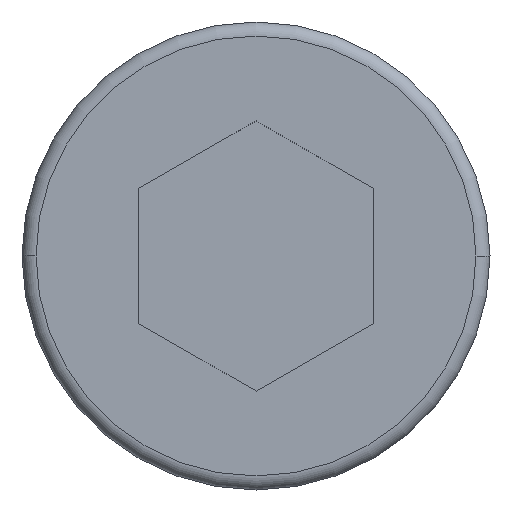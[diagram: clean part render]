
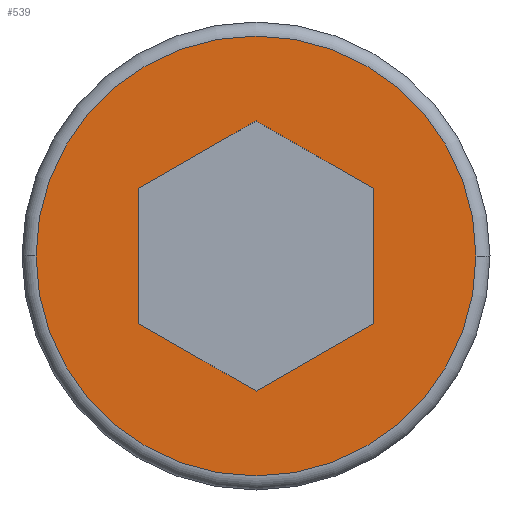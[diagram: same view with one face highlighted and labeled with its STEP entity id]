
A CAD part, left-side view. The second image highlights one B-rep face of the part: STEP entity #539.
In plain terms, the highlighted planar face has unit normal (-1, 0, 0).
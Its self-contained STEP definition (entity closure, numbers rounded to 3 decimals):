
#5 = ORIENTED_EDGE ( 'NONE', *, *, #219, .F. ) ;
#6 = LINE ( 'NONE', #373, #129 ) ;
#41 = DIRECTION ( 'NONE',  ( -1., 0., 0. ) ) ;
#52 = CARTESIAN_POINT ( 'NONE',  ( 0., -2.5, -1.443 ) ) ;
#59 = EDGE_CURVE ( 'NONE', #250, #125, #6, .T. ) ;
#60 = FACE_BOUND ( 'NONE', #77, .T. ) ;
#76 = VECTOR ( 'NONE', #354, 1000. ) ;
#77 = EDGE_LOOP ( 'NONE', ( #114, #462, #5, #120, #514, #79 ) ) ;
#79 = ORIENTED_EDGE ( 'NONE', *, *, #461, .F. ) ;
#82 = VERTEX_POINT ( 'NONE', #85 ) ;
#85 = CARTESIAN_POINT ( 'NONE',  ( 0., 4.7, 0. ) ) ;
#98 = VECTOR ( 'NONE', #126, 1000. ) ;
#114 = ORIENTED_EDGE ( 'NONE', *, *, #488, .F. ) ;
#120 = ORIENTED_EDGE ( 'NONE', *, *, #411, .F. ) ;
#121 = CARTESIAN_POINT ( 'NONE',  ( 0., 2.5, 1.443 ) ) ;
#125 = VERTEX_POINT ( 'NONE', #275 ) ;
#126 = DIRECTION ( 'NONE',  ( 0., 0.866, 0.5 ) ) ;
#129 = VECTOR ( 'NONE', #469, 1000. ) ;
#138 = EDGE_CURVE ( 'NONE', #82, #222, #149, .T. ) ;
#149 = CIRCLE ( 'NONE', #498, 4.7 ) ;
#161 = VERTEX_POINT ( 'NONE', #233 ) ;
#165 = AXIS2_PLACEMENT_3D ( 'NONE', #540, #210, #442 ) ;
#172 = VERTEX_POINT ( 'NONE', #597 ) ;
#185 = CARTESIAN_POINT ( 'NONE',  ( 0., -2.5, 1.443 ) ) ;
#188 = CARTESIAN_POINT ( 'NONE',  ( 0., 2.5, -1.443 ) ) ;
#205 = EDGE_CURVE ( 'NONE', #222, #82, #363, .T. ) ;
#209 = CARTESIAN_POINT ( 'NONE',  ( 0., -2.5, -1.443 ) ) ;
#210 = DIRECTION ( 'NONE',  ( -1., 0., 0. ) ) ;
#213 = LINE ( 'NONE', #121, #76 ) ;
#219 = EDGE_CURVE ( 'NONE', #161, #250, #554, .T. ) ;
#222 = VERTEX_POINT ( 'NONE', #510 ) ;
#233 = CARTESIAN_POINT ( 'NONE',  ( 0., -2.5, 1.443 ) ) ;
#234 = VECTOR ( 'NONE', #485, 1000. ) ;
#250 = VERTEX_POINT ( 'NONE', #606 ) ;
#275 = CARTESIAN_POINT ( 'NONE',  ( 0., 2.5, 1.443 ) ) ;
#293 = AXIS2_PLACEMENT_3D ( 'NONE', #372, #608, #319 ) ;
#309 = ORIENTED_EDGE ( 'NONE', *, *, #138, .T. ) ;
#314 = VECTOR ( 'NONE', #378, 1000. ) ;
#319 = DIRECTION ( 'NONE',  ( 0., -1., 0. ) ) ;
#323 = DIRECTION ( 'NONE',  ( 0., -1., 0. ) ) ;
#334 = CARTESIAN_POINT ( 'NONE',  ( 0., 0., -2.887 ) ) ;
#337 = CARTESIAN_POINT ( 'NONE',  ( 0., 2.5, -1.443 ) ) ;
#354 = DIRECTION ( 'NONE',  ( 0., 0., -1. ) ) ;
#363 = CIRCLE ( 'NONE', #293, 4.7 ) ;
#366 = EDGE_LOOP ( 'NONE', ( #398, #309 ) ) ;
#369 = EDGE_CURVE ( 'NONE', #172, #604, #574, .T. ) ;
#372 = CARTESIAN_POINT ( 'NONE',  ( 0., 0., 0. ) ) ;
#373 = CARTESIAN_POINT ( 'NONE',  ( 0., 0., 2.887 ) ) ;
#378 = DIRECTION ( 'NONE',  ( 0., 0., 1. ) ) ;
#392 = VERTEX_POINT ( 'NONE', #188 ) ;
#397 = FACE_OUTER_BOUND ( 'NONE', #366, .T. ) ;
#398 = ORIENTED_EDGE ( 'NONE', *, *, #205, .T. ) ;
#411 = EDGE_CURVE ( 'NONE', #604, #161, #476, .T. ) ;
#434 = LINE ( 'NONE', #337, #583 ) ;
#442 = DIRECTION ( 'NONE',  ( 0., -1., 0. ) ) ;
#461 = EDGE_CURVE ( 'NONE', #392, #172, #434, .T. ) ;
#462 = ORIENTED_EDGE ( 'NONE', *, *, #59, .F. ) ;
#469 = DIRECTION ( 'NONE',  ( 0., 0.866, -0.5 ) ) ;
#476 = LINE ( 'NONE', #52, #314 ) ;
#485 = DIRECTION ( 'NONE',  ( 0., -0.866, 0.5 ) ) ;
#488 = EDGE_CURVE ( 'NONE', #125, #392, #213, .T. ) ;
#498 = AXIS2_PLACEMENT_3D ( 'NONE', #579, #41, #323 ) ;
#510 = CARTESIAN_POINT ( 'NONE',  ( 0., -4.7, 0. ) ) ;
#514 = ORIENTED_EDGE ( 'NONE', *, *, #369, .F. ) ;
#532 = DIRECTION ( 'NONE',  ( 0., -0.866, -0.5 ) ) ;
#539 = ADVANCED_FACE ( 'NONE', ( #397, #60 ), #551, .T. ) ;
#540 = CARTESIAN_POINT ( 'NONE',  ( 0., 0., 0. ) ) ;
#551 = PLANE ( 'NONE',  #165 ) ;
#554 = LINE ( 'NONE', #185, #98 ) ;
#574 = LINE ( 'NONE', #334, #234 ) ;
#579 = CARTESIAN_POINT ( 'NONE',  ( 0., 0., 0. ) ) ;
#583 = VECTOR ( 'NONE', #532, 1000. ) ;
#597 = CARTESIAN_POINT ( 'NONE',  ( 0., 0., -2.887 ) ) ;
#604 = VERTEX_POINT ( 'NONE', #209 ) ;
#606 = CARTESIAN_POINT ( 'NONE',  ( 0., 0., 2.887 ) ) ;
#608 = DIRECTION ( 'NONE',  ( -1., 0., 0. ) ) ;
